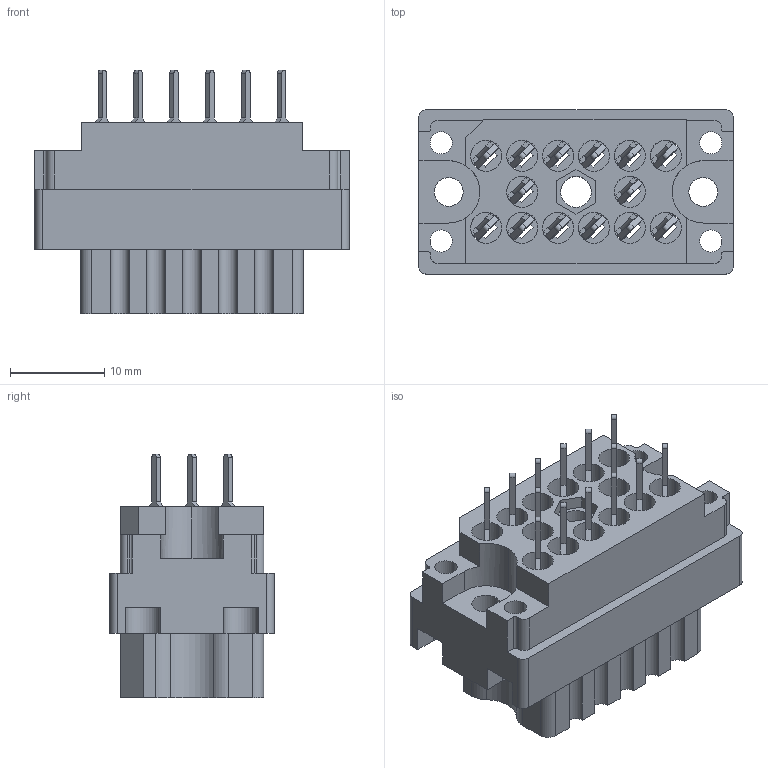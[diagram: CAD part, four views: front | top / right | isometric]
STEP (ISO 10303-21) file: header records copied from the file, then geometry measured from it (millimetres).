
FILE_DESCRIPTION (( 'STEP AP203' ), '1' );
FILE_NAME ('519-014-520-400.STEP', '2020-09-09T18:46:09', ( '' ), ( '' ), 'SwSTEP 2.0', 'SolidWorks 2020', '' );
FILE_SCHEMA (( 'CONFIG_CONTROL_DESIGN' ));
Length unit declared in the file: inch
Products named in the file (3): 519 Receptacle Insulator_014; 516-292-001_520 Contact; 519-014-520-400
Assembly tree (15 placements, depth 2):
  519-014-520-400
    519 Receptacle Insulator_014
    516-292-001_520 Contact  x14
Bounding box: 33.32 x 17.42 x 25.86 mm (x, y, z)
Volume: 6543.3 mm3; surface area: 9195.6 mm2
Topology: 15 solids, 15 shells, 1485 faces, 4303 edges, 2858 vertices
Faces by surface type: plane 911, cylinder 488, bspline 84, cone 2
Entity records: 19155 total; most frequent: CARTESIAN_POINT 3515, ORIENTED_EDGE 3198, DIRECTION 3091, EDGE_CURVE 1599, LINE 1161, VECTOR 1161, VERTEX_POINT 1064, AXIS2_PLACEMENT_3D 965
